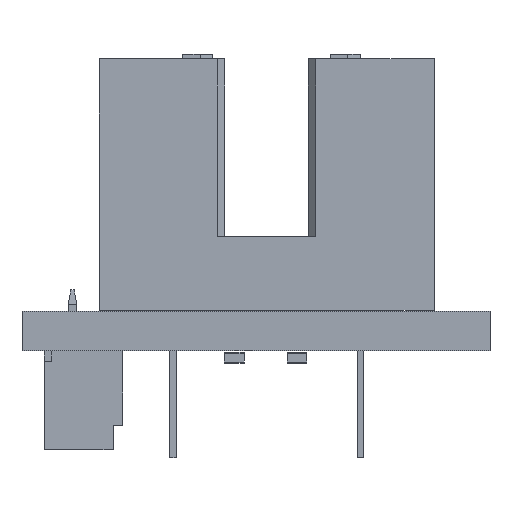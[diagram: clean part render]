
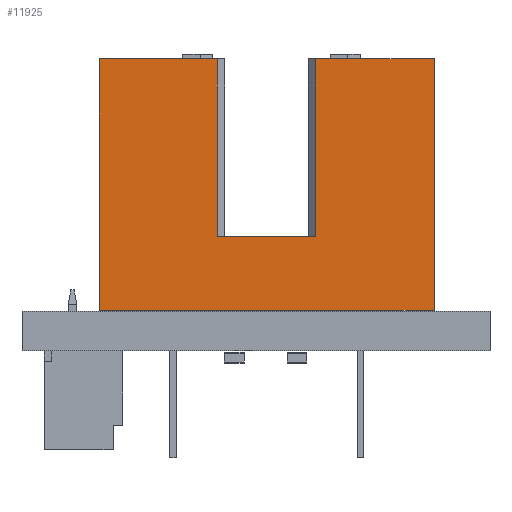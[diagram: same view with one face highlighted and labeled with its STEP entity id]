
A CAD part, front view. The second image highlights one B-rep face of the part: STEP entity #11925.
In plain terms, the highlighted face is planar.
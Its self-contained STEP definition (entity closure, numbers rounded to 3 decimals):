
#11250 = PLANE('',#11251);
#11251 = AXIS2_PLACEMENT_3D('',#11252,#11253,#11254);
#11252 = CARTESIAN_POINT('',(-3.,0.,1.83));
#11253 = DIRECTION('',(0.,-1.,0.));
#11254 = DIRECTION('',(0.,0.,-1.));
#11620 = VERTEX_POINT('',#11621);
#11621 = CARTESIAN_POINT('',(-3.,0.,1.83));
#11635 = PLANE('',#11636);
#11636 = AXIS2_PLACEMENT_3D('',#11637,#11638,#11639);
#11637 = CARTESIAN_POINT('',(-3.,10.2,1.83));
#11638 = DIRECTION('',(1.,0.,0.));
#11639 = DIRECTION('',(0.,0.,-1.));
#11676 = VERTEX_POINT('',#11677);
#11677 = CARTESIAN_POINT('',(10.6,0.,1.83));
#11691 = PLANE('',#11692);
#11692 = AXIS2_PLACEMENT_3D('',#11693,#11694,#11695);
#11693 = CARTESIAN_POINT('',(10.6,10.2,1.83));
#11694 = DIRECTION('',(-1.,0.,0.));
#11695 = DIRECTION('',(0.,0.,1.));
#11703 = EDGE_CURVE('',#11620,#11676,#11704,.T.);
#11704 = SURFACE_CURVE('',#11705,(#11709,#11716),.PCURVE_S1.);
#11705 = LINE('',#11706,#11707);
#11706 = CARTESIAN_POINT('',(-3.,0.,1.83));
#11707 = VECTOR('',#11708,1.);
#11708 = DIRECTION('',(1.,0.,0.));
#11709 = PCURVE('',#11250,#11710);
#11710 = DEFINITIONAL_REPRESENTATION('',(#11711),#11715);
#11711 = LINE('',#11712,#11713);
#11712 = CARTESIAN_POINT('',(0.,0.));
#11713 = VECTOR('',#11714,1.);
#11714 = DIRECTION('',(0.,1.));
#11715 = ( GEOMETRIC_REPRESENTATION_CONTEXT(2) 
PARAMETRIC_REPRESENTATION_CONTEXT() REPRESENTATION_CONTEXT('2D SPACE',''
  ) );
#11716 = PCURVE('',#11717,#11722);
#11717 = PLANE('',#11718);
#11718 = AXIS2_PLACEMENT_3D('',#11719,#11720,#11721);
#11719 = CARTESIAN_POINT('',(-3.,10.2,1.83));
#11720 = DIRECTION('',(0.,0.,-1.));
#11721 = DIRECTION('',(-1.,0.,0.));
#11722 = DEFINITIONAL_REPRESENTATION('',(#11723),#11727);
#11723 = LINE('',#11724,#11725);
#11724 = CARTESIAN_POINT('',(0.,-10.2));
#11725 = VECTOR('',#11726,1.);
#11726 = DIRECTION('',(-1.,0.));
#11727 = ( GEOMETRIC_REPRESENTATION_CONTEXT(2) 
PARAMETRIC_REPRESENTATION_CONTEXT() REPRESENTATION_CONTEXT('2D SPACE',''
  ) );
#11925 = ADVANCED_FACE('',(#11926),#11717,.F.);
#11926 = FACE_BOUND('',#11927,.F.);
#11927 = EDGE_LOOP('',(#11928,#11951,#11952,#11975,#12003,#12031,#12059,
    #12087));
#11928 = ORIENTED_EDGE('',*,*,#11929,.T.);
#11929 = EDGE_CURVE('',#11930,#11676,#11932,.T.);
#11930 = VERTEX_POINT('',#11931);
#11931 = CARTESIAN_POINT('',(10.6,10.2,1.83));
#11932 = SURFACE_CURVE('',#11933,(#11937,#11944),.PCURVE_S1.);
#11933 = LINE('',#11934,#11935);
#11934 = CARTESIAN_POINT('',(10.6,10.2,1.83));
#11935 = VECTOR('',#11936,1.);
#11936 = DIRECTION('',(0.,-1.,0.));
#11937 = PCURVE('',#11717,#11938);
#11938 = DEFINITIONAL_REPRESENTATION('',(#11939),#11943);
#11939 = LINE('',#11940,#11941);
#11940 = CARTESIAN_POINT('',(-13.6,0.));
#11941 = VECTOR('',#11942,1.);
#11942 = DIRECTION('',(0.,-1.));
#11943 = ( GEOMETRIC_REPRESENTATION_CONTEXT(2) 
PARAMETRIC_REPRESENTATION_CONTEXT() REPRESENTATION_CONTEXT('2D SPACE',''
  ) );
#11944 = PCURVE('',#11691,#11945);
#11945 = DEFINITIONAL_REPRESENTATION('',(#11946),#11950);
#11946 = LINE('',#11947,#11948);
#11947 = CARTESIAN_POINT('',(0.,0.));
#11948 = VECTOR('',#11949,1.);
#11949 = DIRECTION('',(0.,-1.));
#11950 = ( GEOMETRIC_REPRESENTATION_CONTEXT(2) 
PARAMETRIC_REPRESENTATION_CONTEXT() REPRESENTATION_CONTEXT('2D SPACE',''
  ) );
#11951 = ORIENTED_EDGE('',*,*,#11703,.F.);
#11952 = ORIENTED_EDGE('',*,*,#11953,.F.);
#11953 = EDGE_CURVE('',#11954,#11620,#11956,.T.);
#11954 = VERTEX_POINT('',#11955);
#11955 = CARTESIAN_POINT('',(-3.,10.2,1.83));
#11956 = SURFACE_CURVE('',#11957,(#11961,#11968),.PCURVE_S1.);
#11957 = LINE('',#11958,#11959);
#11958 = CARTESIAN_POINT('',(-3.,10.2,1.83));
#11959 = VECTOR('',#11960,1.);
#11960 = DIRECTION('',(0.,-1.,0.));
#11961 = PCURVE('',#11717,#11962);
#11962 = DEFINITIONAL_REPRESENTATION('',(#11963),#11967);
#11963 = LINE('',#11964,#11965);
#11964 = CARTESIAN_POINT('',(0.,0.));
#11965 = VECTOR('',#11966,1.);
#11966 = DIRECTION('',(0.,-1.));
#11967 = ( GEOMETRIC_REPRESENTATION_CONTEXT(2) 
PARAMETRIC_REPRESENTATION_CONTEXT() REPRESENTATION_CONTEXT('2D SPACE',''
  ) );
#11968 = PCURVE('',#11635,#11969);
#11969 = DEFINITIONAL_REPRESENTATION('',(#11970),#11974);
#11970 = LINE('',#11971,#11972);
#11971 = CARTESIAN_POINT('',(0.,0.));
#11972 = VECTOR('',#11973,1.);
#11973 = DIRECTION('',(0.,-1.));
#11974 = ( GEOMETRIC_REPRESENTATION_CONTEXT(2) 
PARAMETRIC_REPRESENTATION_CONTEXT() REPRESENTATION_CONTEXT('2D SPACE',''
  ) );
#11975 = ORIENTED_EDGE('',*,*,#11976,.T.);
#11976 = EDGE_CURVE('',#11954,#11977,#11979,.T.);
#11977 = VERTEX_POINT('',#11978);
#11978 = CARTESIAN_POINT('',(1.8,10.2,1.83));
#11979 = SURFACE_CURVE('',#11980,(#11984,#11991),.PCURVE_S1.);
#11980 = LINE('',#11981,#11982);
#11981 = CARTESIAN_POINT('',(-3.,10.2,1.83));
#11982 = VECTOR('',#11983,1.);
#11983 = DIRECTION('',(1.,0.,0.));
#11984 = PCURVE('',#11717,#11985);
#11985 = DEFINITIONAL_REPRESENTATION('',(#11986),#11990);
#11986 = LINE('',#11987,#11988);
#11987 = CARTESIAN_POINT('',(0.,0.));
#11988 = VECTOR('',#11989,1.);
#11989 = DIRECTION('',(-1.,0.));
#11990 = ( GEOMETRIC_REPRESENTATION_CONTEXT(2) 
PARAMETRIC_REPRESENTATION_CONTEXT() REPRESENTATION_CONTEXT('2D SPACE',''
  ) );
#11991 = PCURVE('',#11992,#11997);
#11992 = PLANE('',#11993);
#11993 = AXIS2_PLACEMENT_3D('',#11994,#11995,#11996);
#11994 = CARTESIAN_POINT('',(-3.,10.2,1.83));
#11995 = DIRECTION('',(0.,-1.,0.));
#11996 = DIRECTION('',(0.,0.,-1.));
#11997 = DEFINITIONAL_REPRESENTATION('',(#11998),#12002);
#11998 = LINE('',#11999,#12000);
#11999 = CARTESIAN_POINT('',(0.,0.));
#12000 = VECTOR('',#12001,1.);
#12001 = DIRECTION('',(0.,1.));
#12002 = ( GEOMETRIC_REPRESENTATION_CONTEXT(2) 
PARAMETRIC_REPRESENTATION_CONTEXT() REPRESENTATION_CONTEXT('2D SPACE',''
  ) );
#12003 = ORIENTED_EDGE('',*,*,#12004,.F.);
#12004 = EDGE_CURVE('',#12005,#11977,#12007,.T.);
#12005 = VERTEX_POINT('',#12006);
#12006 = CARTESIAN_POINT('',(1.8,3.,1.83));
#12007 = SURFACE_CURVE('',#12008,(#12012,#12019),.PCURVE_S1.);
#12008 = LINE('',#12009,#12010);
#12009 = CARTESIAN_POINT('',(1.8,10.2,1.83));
#12010 = VECTOR('',#12011,1.);
#12011 = DIRECTION('',(0.,1.,0.));
#12012 = PCURVE('',#11717,#12013);
#12013 = DEFINITIONAL_REPRESENTATION('',(#12014),#12018);
#12014 = LINE('',#12015,#12016);
#12015 = CARTESIAN_POINT('',(-4.8,0.));
#12016 = VECTOR('',#12017,1.);
#12017 = DIRECTION('',(0.,1.));
#12018 = ( GEOMETRIC_REPRESENTATION_CONTEXT(2) 
PARAMETRIC_REPRESENTATION_CONTEXT() REPRESENTATION_CONTEXT('2D SPACE',''
  ) );
#12019 = PCURVE('',#12020,#12025);
#12020 = PLANE('',#12021);
#12021 = AXIS2_PLACEMENT_3D('',#12022,#12023,#12024);
#12022 = CARTESIAN_POINT('',(2.1,10.2,1.53));
#12023 = DIRECTION('',(-0.707,0.,
    -0.707));
#12024 = DIRECTION('',(-0.707,0.,0.707));
#12025 = DEFINITIONAL_REPRESENTATION('',(#12026),#12030);
#12026 = LINE('',#12027,#12028);
#12027 = CARTESIAN_POINT('',(0.424,0.));
#12028 = VECTOR('',#12029,1.);
#12029 = DIRECTION('',(0.,1.));
#12030 = ( GEOMETRIC_REPRESENTATION_CONTEXT(2) 
PARAMETRIC_REPRESENTATION_CONTEXT() REPRESENTATION_CONTEXT('2D SPACE',''
  ) );
#12031 = ORIENTED_EDGE('',*,*,#12032,.T.);
#12032 = EDGE_CURVE('',#12005,#12033,#12035,.T.);
#12033 = VERTEX_POINT('',#12034);
#12034 = CARTESIAN_POINT('',(5.8,3.,1.83));
#12035 = SURFACE_CURVE('',#12036,(#12040,#12047),.PCURVE_S1.);
#12036 = LINE('',#12037,#12038);
#12037 = CARTESIAN_POINT('',(2.1,3.,1.83));
#12038 = VECTOR('',#12039,1.);
#12039 = DIRECTION('',(1.,0.,0.));
#12040 = PCURVE('',#11717,#12041);
#12041 = DEFINITIONAL_REPRESENTATION('',(#12042),#12046);
#12042 = LINE('',#12043,#12044);
#12043 = CARTESIAN_POINT('',(-5.1,-7.2));
#12044 = VECTOR('',#12045,1.);
#12045 = DIRECTION('',(-1.,0.));
#12046 = ( GEOMETRIC_REPRESENTATION_CONTEXT(2) 
PARAMETRIC_REPRESENTATION_CONTEXT() REPRESENTATION_CONTEXT('2D SPACE',''
  ) );
#12047 = PCURVE('',#12048,#12053);
#12048 = PLANE('',#12049);
#12049 = AXIS2_PLACEMENT_3D('',#12050,#12051,#12052);
#12050 = CARTESIAN_POINT('',(2.1,3.,-4.37));
#12051 = DIRECTION('',(0.,-1.,0.));
#12052 = DIRECTION('',(0.,0.,-1.));
#12053 = DEFINITIONAL_REPRESENTATION('',(#12054),#12058);
#12054 = LINE('',#12055,#12056);
#12055 = CARTESIAN_POINT('',(-6.2,0.));
#12056 = VECTOR('',#12057,1.);
#12057 = DIRECTION('',(0.,1.));
#12058 = ( GEOMETRIC_REPRESENTATION_CONTEXT(2) 
PARAMETRIC_REPRESENTATION_CONTEXT() REPRESENTATION_CONTEXT('2D SPACE',''
  ) );
#12059 = ORIENTED_EDGE('',*,*,#12060,.F.);
#12060 = EDGE_CURVE('',#12061,#12033,#12063,.T.);
#12061 = VERTEX_POINT('',#12062);
#12062 = CARTESIAN_POINT('',(5.8,10.2,1.83));
#12063 = SURFACE_CURVE('',#12064,(#12068,#12075),.PCURVE_S1.);
#12064 = LINE('',#12065,#12066);
#12065 = CARTESIAN_POINT('',(5.8,10.2,1.83));
#12066 = VECTOR('',#12067,1.);
#12067 = DIRECTION('',(0.,-1.,0.));
#12068 = PCURVE('',#11717,#12069);
#12069 = DEFINITIONAL_REPRESENTATION('',(#12070),#12074);
#12070 = LINE('',#12071,#12072);
#12071 = CARTESIAN_POINT('',(-8.8,0.));
#12072 = VECTOR('',#12073,1.);
#12073 = DIRECTION('',(0.,-1.));
#12074 = ( GEOMETRIC_REPRESENTATION_CONTEXT(2) 
PARAMETRIC_REPRESENTATION_CONTEXT() REPRESENTATION_CONTEXT('2D SPACE',''
  ) );
#12075 = PCURVE('',#12076,#12081);
#12076 = PLANE('',#12077);
#12077 = AXIS2_PLACEMENT_3D('',#12078,#12079,#12080);
#12078 = CARTESIAN_POINT('',(5.5,10.2,1.53));
#12079 = DIRECTION('',(0.707,0.,
    -0.707));
#12080 = DIRECTION('',(-0.707,0.,-0.707));
#12081 = DEFINITIONAL_REPRESENTATION('',(#12082),#12086);
#12082 = LINE('',#12083,#12084);
#12083 = CARTESIAN_POINT('',(-0.424,0.));
#12084 = VECTOR('',#12085,1.);
#12085 = DIRECTION('',(0.,-1.));
#12086 = ( GEOMETRIC_REPRESENTATION_CONTEXT(2) 
PARAMETRIC_REPRESENTATION_CONTEXT() REPRESENTATION_CONTEXT('2D SPACE',''
  ) );
#12087 = ORIENTED_EDGE('',*,*,#12088,.T.);
#12088 = EDGE_CURVE('',#12061,#11930,#12089,.T.);
#12089 = SURFACE_CURVE('',#12090,(#12094,#12101),.PCURVE_S1.);
#12090 = LINE('',#12091,#12092);
#12091 = CARTESIAN_POINT('',(-3.,10.2,1.83));
#12092 = VECTOR('',#12093,1.);
#12093 = DIRECTION('',(1.,0.,0.));
#12094 = PCURVE('',#11717,#12095);
#12095 = DEFINITIONAL_REPRESENTATION('',(#12096),#12100);
#12096 = LINE('',#12097,#12098);
#12097 = CARTESIAN_POINT('',(0.,0.));
#12098 = VECTOR('',#12099,1.);
#12099 = DIRECTION('',(-1.,0.));
#12100 = ( GEOMETRIC_REPRESENTATION_CONTEXT(2) 
PARAMETRIC_REPRESENTATION_CONTEXT() REPRESENTATION_CONTEXT('2D SPACE',''
  ) );
#12101 = PCURVE('',#12102,#12107);
#12102 = PLANE('',#12103);
#12103 = AXIS2_PLACEMENT_3D('',#12104,#12105,#12106);
#12104 = CARTESIAN_POINT('',(-3.,10.2,1.83));
#12105 = DIRECTION('',(0.,-1.,0.));
#12106 = DIRECTION('',(0.,0.,-1.));
#12107 = DEFINITIONAL_REPRESENTATION('',(#12108),#12112);
#12108 = LINE('',#12109,#12110);
#12109 = CARTESIAN_POINT('',(0.,0.));
#12110 = VECTOR('',#12111,1.);
#12111 = DIRECTION('',(0.,1.));
#12112 = ( GEOMETRIC_REPRESENTATION_CONTEXT(2) 
PARAMETRIC_REPRESENTATION_CONTEXT() REPRESENTATION_CONTEXT('2D SPACE',''
  ) );
